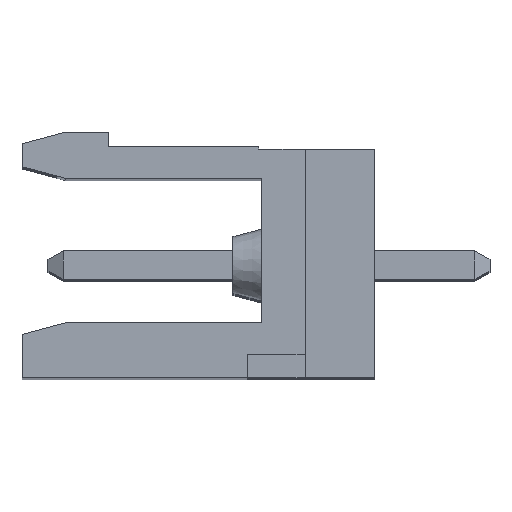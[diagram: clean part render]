
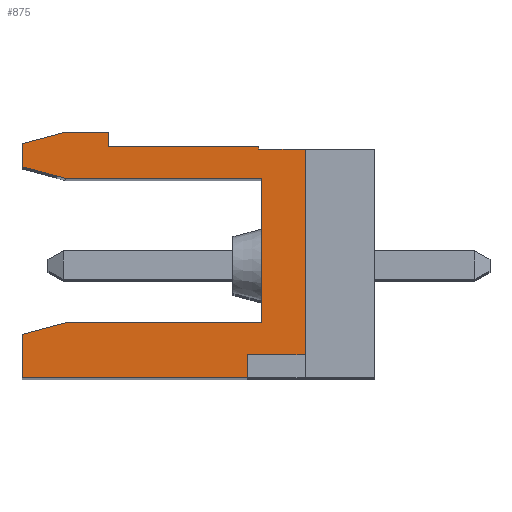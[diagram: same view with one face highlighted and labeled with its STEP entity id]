
A CAD part, top view. The second image highlights one B-rep face of the part: STEP entity #875.
In plain terms, the highlighted planar face has unit normal (0, 0, 1).
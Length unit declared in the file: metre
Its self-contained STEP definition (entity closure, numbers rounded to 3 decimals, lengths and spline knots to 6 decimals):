
#875=ADVANCED_FACE('',(#1941),#1942,.F.);
#1941=FACE_OUTER_BOUND('',#3173,.T.);
#1942=PLANE('',#3174);
#3173=EDGE_LOOP('',(#5848,#5849,#5850,#5851,#5852,#5853,#5854,#5855,#5856,#5857,#5858,#5859,#5860,#5861,#5862,#5863,#5864));
#3174=AXIS2_PLACEMENT_3D('',#5865,#5866,#5867);
#5848=ORIENTED_EDGE('',*,*,#7807,.T.);
#5849=ORIENTED_EDGE('',*,*,#7800,.T.);
#5850=ORIENTED_EDGE('',*,*,#7454,.F.);
#5851=ORIENTED_EDGE('',*,*,#8015,.T.);
#5852=ORIENTED_EDGE('',*,*,#8007,.F.);
#5853=ORIENTED_EDGE('',*,*,#7638,.F.);
#5854=ORIENTED_EDGE('',*,*,#7499,.F.);
#5855=ORIENTED_EDGE('',*,*,#7475,.T.);
#5856=ORIENTED_EDGE('',*,*,#7822,.F.);
#5857=ORIENTED_EDGE('',*,*,#7712,.F.);
#5858=ORIENTED_EDGE('',*,*,#8228,.F.);
#5859=ORIENTED_EDGE('',*,*,#7520,.F.);
#5860=ORIENTED_EDGE('',*,*,#8215,.F.);
#5861=ORIENTED_EDGE('',*,*,#8336,.F.);
#5862=ORIENTED_EDGE('',*,*,#8103,.F.);
#5863=ORIENTED_EDGE('',*,*,#8259,.F.);
#5864=ORIENTED_EDGE('',*,*,#8183,.T.);
#5865=CARTESIAN_POINT('',(0.197225,0.26481,0.04693));
#5866=DIRECTION('',(0.0,0.0,-1.0));
#5867=DIRECTION('',(0.0,-1.0,0.0));
#7454=EDGE_CURVE('',#8974,#8976,#8977,.T.);
#7475=EDGE_CURVE('',#9007,#9011,#9013,.T.);
#7499=EDGE_CURVE('',#9007,#9049,#9050,.T.);
#7520=EDGE_CURVE('',#9085,#9080,#9087,.T.);
#7638=EDGE_CURVE('',#9049,#9173,#9298,.T.);
#7712=EDGE_CURVE('',#9416,#9418,#9419,.T.);
#7800=EDGE_CURVE('',#9540,#8976,#9567,.T.);
#7807=EDGE_CURVE('',#9576,#9540,#9579,.T.);
#7822=EDGE_CURVE('',#9418,#9011,#9600,.T.);
#8007=EDGE_CURVE('',#9173,#9871,#9872,.T.);
#8015=EDGE_CURVE('',#8974,#9871,#9883,.T.);
#8103=EDGE_CURVE('',#10009,#9968,#10011,.T.);
#8183=EDGE_CURVE('',#10113,#9576,#10114,.T.);
#8215=EDGE_CURVE('',#10160,#9085,#10162,.T.);
#8228=EDGE_CURVE('',#9080,#9416,#10176,.T.);
#8259=EDGE_CURVE('',#10113,#10009,#10212,.T.);
#8336=EDGE_CURVE('',#9968,#10160,#10295,.T.);
#8974=VERTEX_POINT('',#11156);
#8976=VERTEX_POINT('',#11159);
#8977=LINE('',#11160,#11161);
#9007=VERTEX_POINT('',#11204);
#9011=VERTEX_POINT('',#11210);
#9013=LINE('',#11213,#11214);
#9049=VERTEX_POINT('',#11267);
#9050=LINE('',#11268,#11269);
#9080=VERTEX_POINT('',#11314);
#9085=VERTEX_POINT('',#11321);
#9087=LINE('',#11324,#11325);
#9173=VERTEX_POINT('',#11449);
#9298=LINE('',#11640,#11641);
#9416=VERTEX_POINT('',#11817);
#9418=VERTEX_POINT('',#11820);
#9419=LINE('',#11821,#11822);
#9540=VERTEX_POINT('',#12005);
#9567=LINE('',#12040,#12041);
#9576=VERTEX_POINT('',#12050);
#9579=LINE('',#12055,#12056);
#9600=LINE('',#12086,#12087);
#9871=VERTEX_POINT('',#12495);
#9872=LINE('',#12496,#12497);
#9883=LINE('',#12512,#12513);
#9968=VERTEX_POINT('',#12648);
#10009=VERTEX_POINT('',#12711);
#10011=LINE('',#12714,#12715);
#10113=VERTEX_POINT('',#12871);
#10114=LINE('',#12872,#12873);
#10160=VERTEX_POINT('',#12944);
#10162=LINE('',#12947,#12948);
#10176=LINE('',#12969,#12970);
#10212=LINE('',#13023,#13024);
#10295=LINE('',#13146,#13147);
#11156=CARTESIAN_POINT('',(0.195725,0.25811,0.04693));
#11159=CARTESIAN_POINT('',(0.202525,0.25811,0.04693));
#11160=CARTESIAN_POINT('',(0.197225,0.25811,0.04693));
#11161=VECTOR('',#14034,1.0);
#11204=CARTESIAN_POINT('',(0.202025,0.25701,0.04693));
#11210=CARTESIAN_POINT('',(0.204025,0.25701,0.04693));
#11213=CARTESIAN_POINT('',(0.197225,0.25701,0.04693));
#11214=VECTOR('',#14051,1.0);
#11267=CARTESIAN_POINT('',(0.202025,0.25621,0.04693));
#11268=CARTESIAN_POINT('',(0.202025,0.26481,0.04693));
#11269=VECTOR('',#14069,1.0);
#11314=CARTESIAN_POINT('',(0.202425,0.26421,0.04693));
#11321=CARTESIAN_POINT('',(0.197225,0.26421,0.04693));
#11324=CARTESIAN_POINT('',(0.202425,0.26421,0.04693));
#11325=VECTOR('',#14088,1.0);
#11449=CARTESIAN_POINT('',(0.194225,0.25621,0.04693));
#11640=CARTESIAN_POINT('',(0.194225,0.25621,0.04693));
#11641=VECTOR('',#14196,1.0);
#11817=CARTESIAN_POINT('',(0.202425,0.26411,0.04693));
#11820=CARTESIAN_POINT('',(0.204025,0.26411,0.04693));
#11821=CARTESIAN_POINT('',(0.204025,0.26411,0.04693));
#11822=VECTOR('',#14262,1.0);
#12005=CARTESIAN_POINT('',(0.202525,0.26311,0.04693));
#12040=CARTESIAN_POINT('',(0.202525,0.26481,0.04693));
#12041=VECTOR('',#14354,1.0);
#12050=CARTESIAN_POINT('',(0.195718,0.26311,0.04693));
#12055=CARTESIAN_POINT('',(0.197225,0.26311,0.04693));
#12056=VECTOR('',#14366,1.0);
#12086=CARTESIAN_POINT('',(0.204025,0.25621,0.04693));
#12087=VECTOR('',#14379,1.0);
#12495=CARTESIAN_POINT('',(0.194225,0.257708,0.04693));
#12496=CARTESIAN_POINT('',(0.194225,0.26441,0.04693));
#12497=VECTOR('',#14526,1.0);
#12512=CARTESIAN_POINT('',(0.194225,0.257708,0.04693));
#12513=VECTOR('',#14537,1.0);
#12648=CARTESIAN_POINT('',(0.195718,0.26471,0.04693));
#12711=CARTESIAN_POINT('',(0.194225,0.26431,0.04693));
#12714=CARTESIAN_POINT('',(0.195718,0.26471,0.04693));
#12715=VECTOR('',#14605,1.0);
#12871=CARTESIAN_POINT('',(0.194225,0.26351,0.04693));
#12872=CARTESIAN_POINT('',(0.196699,0.262847,0.04693));
#12873=VECTOR('',#14660,1.0);
#12944=CARTESIAN_POINT('',(0.197225,0.26471,0.04693));
#12947=CARTESIAN_POINT('',(0.197225,0.26431,0.04693));
#12948=VECTOR('',#14687,1.0);
#12969=CARTESIAN_POINT('',(0.202425,0.26411,0.04693));
#12970=VECTOR('',#14695,1.0);
#13023=CARTESIAN_POINT('',(0.194225,0.26441,0.04693));
#13024=VECTOR('',#14713,1.0);
#13146=CARTESIAN_POINT('',(0.197225,0.26471,0.04693));
#13147=VECTOR('',#14753,1.0);
#14034=DIRECTION('',(1.0,0.0,0.0));
#14051=DIRECTION('',(1.0,0.0,0.0));
#14069=DIRECTION('',(0.0,-1.0,0.0));
#14088=DIRECTION('',(1.0,0.0,0.0));
#14196=DIRECTION('',(-1.0,0.0,0.0));
#14262=DIRECTION('',(1.0,0.0,0.0));
#14354=DIRECTION('',(0.,-1.0,0.0));
#14366=DIRECTION('',(1.0,0.0,0.0));
#14379=DIRECTION('',(0.0,-1.0,0.0));
#14526=DIRECTION('',(0.0,1.0,0.0));
#14537=DIRECTION('',(-0.966,-0.259,0.0));
#14605=DIRECTION('',(0.966,0.259,0.0));
#14660=DIRECTION('',(0.966,-0.259,0.0));
#14687=DIRECTION('',(0.,-1.0,-0.0));
#14695=DIRECTION('',(0.0,-1.0,0.0));
#14713=DIRECTION('',(0.0,1.0,0.0));
#14753=DIRECTION('',(1.0,0.0,0.0));
